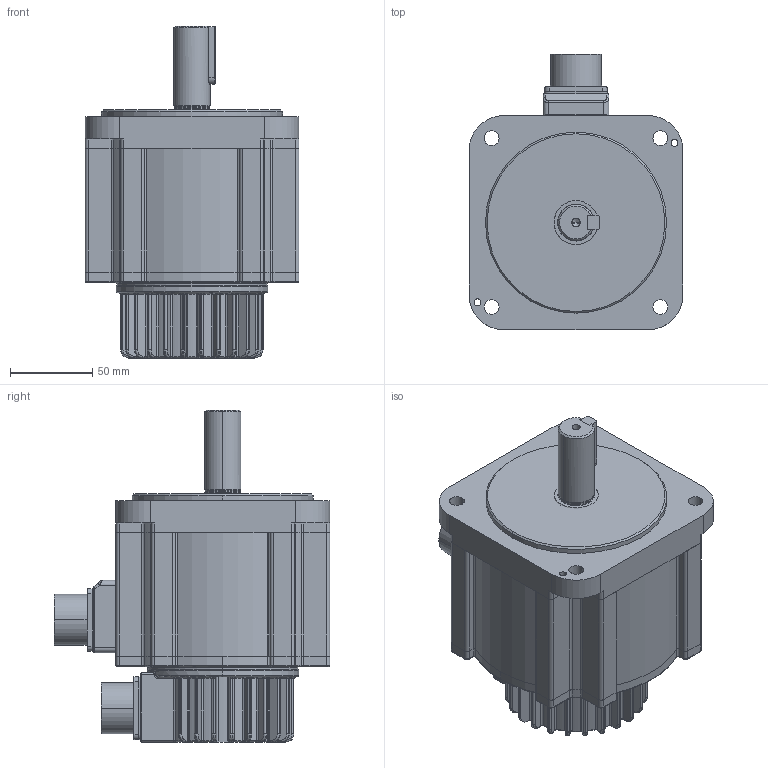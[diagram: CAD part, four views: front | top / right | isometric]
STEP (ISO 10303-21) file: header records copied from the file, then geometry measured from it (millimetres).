
FILE_DESCRIPTION((''),'2;1');
FILE_NAME('0111XXXX_MS1H3-85B15CB_D_-U331Z_ASM','2019-11-15T10:09:30',('w14852'),(''),'CREO PARAMETRIC BY PTC INC, 2017260','CREO PARAMETRIC BY PTC INC, 2017260','');
FILE_SCHEMA(('CONFIG_CONTROL_DESIGN'));
Length unit declared in the file: millimetre
Products named in the file (15): 15050037_-3350001_1; 15050041--1-51450001_1; 15050041--1-60790001_1; 31090370--ISMH3-850002_1; 31100034--1-S0001_1; 31090131--1-SOLI00_1; 31090369--ISMH3-850001_1; 15050037_0006_1; 31090345--1-SOL000_1; 31100134--1-0001_1; ISMH3-85B15CD-A331B_ASM_1_ASM; 0111XXXX_MS1H3-85B15CB_D_-A331Z_ASM; 0000704662; 22010917; 0111XXXX_MS1H3-85B15CB_D_-U331Z_ASM
Assembly tree (14 placements, depth 4):
  0111XXXX_MS1H3-85B15CB_D_-U331Z_ASM
    0111XXXX_MS1H3-85B15CB_D_-A331Z_ASM
      ISMH3-85B15CD-A331B_ASM_1_ASM
        15050037_-3350001_1
        15050041--1-51450001_1
        15050041--1-60790001_1
        31090370--ISMH3-850002_1
        31100034--1-S0001_1
        31090131--1-SOLI00_1
        31090369--ISMH3-850001_1
        15050037_0006_1
        31090345--1-SOL000_1
        31100134--1-0001_1
    0000704662
    22010917
Bounding box: 130 x 167.5 x 201.7 mm (x, y, z)
Volume: 1811559.9 mm3; surface area: 231282.8 mm2
Topology: 12 solids, 13 shells, 1187 faces, 3062 edges, 1808 vertices
Faces by surface type: cylinder 572, torus 230, plane 212, sphere 129, bspline 31, cone 13
Entity records: 37592 total; most frequent: CARTESIAN_POINT 7639, DIRECTION 7095, ORIENTED_EDGE 5852, AXIS2_PLACEMENT_3D 3001, EDGE_CURVE 2928, VERTEX_POINT 1808, CIRCLE 1803, EDGE_LOOP 1308
